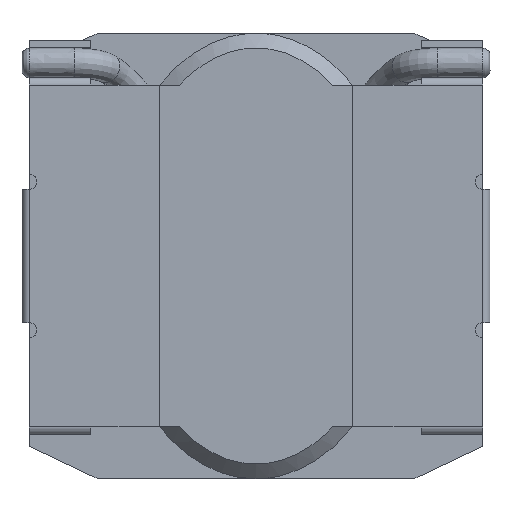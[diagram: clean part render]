
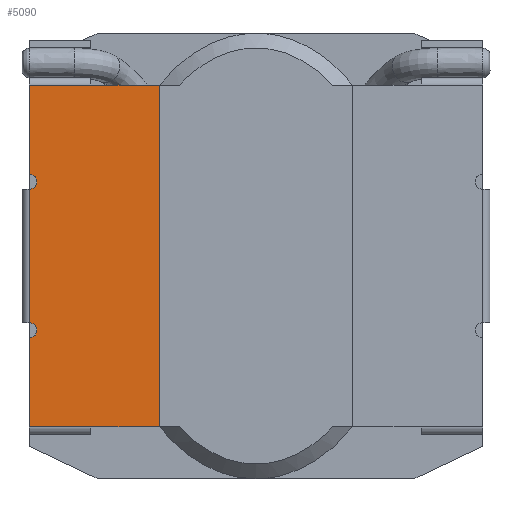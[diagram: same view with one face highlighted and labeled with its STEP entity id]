
A CAD part, front view. The second image highlights one B-rep face of the part: STEP entity #5090.
In plain terms, the highlighted planar face has unit normal (0, -1, 0).
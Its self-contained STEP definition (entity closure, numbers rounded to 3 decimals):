
#66 = EDGE_CURVE ( 'NONE', #2896, #5129, #4208, .T. ) ;
#134 = ORIENTED_EDGE ( 'NONE', *, *, #4480, .T. ) ;
#203 = CARTESIAN_POINT ( 'NONE',  ( -1.3, 0., -2.3 ) ) ;
#271 = CIRCLE ( 'NONE', #1363, 0.1 ) ;
#349 = AXIS2_PLACEMENT_3D ( 'NONE', #3697, #2784, #3273 ) ;
#402 = CARTESIAN_POINT ( 'NONE',  ( -1.3, 0., -2.4 ) ) ;
#486 = CARTESIAN_POINT ( 'NONE',  ( 0., 0., -2.3 ) ) ;
#516 = ORIENTED_EDGE ( 'NONE', *, *, #1187, .T. ) ;
#572 = ORIENTED_EDGE ( 'NONE', *, *, #66, .T. ) ;
#763 = CARTESIAN_POINT ( 'NONE',  ( -2.225, 0., -2.3 ) ) ;
#765 = PLANE ( 'NONE',  #3395 ) ;
#795 = ORIENTED_EDGE ( 'NONE', *, *, #3490, .T. ) ;
#848 = CARTESIAN_POINT ( 'NONE',  ( -3.05, 0., -2.3 ) ) ;
#855 = VERTEX_POINT ( 'NONE', #203 ) ;
#953 = ORIENTED_EDGE ( 'NONE', *, *, #1867, .T. ) ;
#976 = CARTESIAN_POINT ( 'NONE',  ( -3.05, 0., 0. ) ) ;
#1087 = VECTOR ( 'NONE', #3251, 1000. ) ;
#1152 = EDGE_LOOP ( 'NONE', ( #5040, #953, #1874, #134, #5289, #795, #5244, #3295, #516, #572 ) ) ;
#1180 = CARTESIAN_POINT ( 'NONE',  ( -3.05, 0., -1.1 ) ) ;
#1184 = DIRECTION ( 'NONE',  ( 0., 1., 0. ) ) ;
#1187 = EDGE_CURVE ( 'NONE', #3278, #2896, #3837, .T. ) ;
#1208 = LINE ( 'NONE', #763, #1349 ) ;
#1216 = CARTESIAN_POINT ( 'NONE',  ( -3.05, 0., -0.9 ) ) ;
#1349 = VECTOR ( 'NONE', #5397, 1000. ) ;
#1363 = AXIS2_PLACEMENT_3D ( 'NONE', #1686, #4165, #2669 ) ;
#1639 = VECTOR ( 'NONE', #5984, 1000. ) ;
#1686 = CARTESIAN_POINT ( 'NONE',  ( -3.05, 0., 1. ) ) ;
#1812 = VERTEX_POINT ( 'NONE', #5859 ) ;
#1867 = EDGE_CURVE ( 'NONE', #5004, #1812, #271, .T. ) ;
#1874 = ORIENTED_EDGE ( 'NONE', *, *, #3636, .T. ) ;
#1918 = EDGE_CURVE ( 'NONE', #5142, #855, #1208, .T. ) ;
#1927 = LINE ( 'NONE', #2300, #1639 ) ;
#1933 = VERTEX_POINT ( 'NONE', #1216 ) ;
#2044 = DIRECTION ( 'NONE',  ( 0., 0., -1. ) ) ;
#2065 = CIRCLE ( 'NONE', #349, 0.1 ) ;
#2113 = CARTESIAN_POINT ( 'NONE',  ( -3.05, 0., 2.3 ) ) ;
#2247 = DIRECTION ( 'NONE',  ( 0., 0., 1. ) ) ;
#2300 = CARTESIAN_POINT ( 'NONE',  ( -3.05, 0., -1.1 ) ) ;
#2393 = EDGE_CURVE ( 'NONE', #2418, #5785, #1927, .T. ) ;
#2418 = VERTEX_POINT ( 'NONE', #848 ) ;
#2537 = DIRECTION ( 'NONE',  ( 0., 0., 1. ) ) ;
#2669 = DIRECTION ( 'NONE',  ( 0., 0., 1. ) ) ;
#2784 = DIRECTION ( 'NONE',  ( 0., 1., 0. ) ) ;
#2896 = VERTEX_POINT ( 'NONE', #5337 ) ;
#3068 = FACE_OUTER_BOUND ( 'NONE', #1152, .T. ) ;
#3251 = DIRECTION ( 'NONE',  ( -1., 0., 0. ) ) ;
#3273 = DIRECTION ( 'NONE',  ( 0., 0., 1. ) ) ;
#3278 = VERTEX_POINT ( 'NONE', #5459 ) ;
#3295 = ORIENTED_EDGE ( 'NONE', *, *, #4516, .T. ) ;
#3395 = AXIS2_PLACEMENT_3D ( 'NONE', #3972, #1184, #5365 ) ;
#3490 = EDGE_CURVE ( 'NONE', #2418, #5142, #5320, .T. ) ;
#3526 = CARTESIAN_POINT ( 'NONE',  ( 0., 0., 2.3 ) ) ;
#3636 = EDGE_CURVE ( 'NONE', #1812, #1933, #5526, .T. ) ;
#3697 = CARTESIAN_POINT ( 'NONE',  ( -3.05, 0., -1. ) ) ;
#3743 = DIRECTION ( 'NONE',  ( 1., 0., 0. ) ) ;
#3837 = LINE ( 'NONE', #3526, #4828 ) ;
#3972 = CARTESIAN_POINT ( 'NONE',  ( 0., 0., 0. ) ) ;
#4095 = VECTOR ( 'NONE', #2537, 1000. ) ;
#4165 = DIRECTION ( 'NONE',  ( 0., 1., 0. ) ) ;
#4208 = LINE ( 'NONE', #5546, #1087 ) ;
#4378 = VECTOR ( 'NONE', #2247, 1000. ) ;
#4385 = VECTOR ( 'NONE', #3743, 1000. ) ;
#4418 = CARTESIAN_POINT ( 'NONE',  ( -3.05, 0., 1.1 ) ) ;
#4480 = EDGE_CURVE ( 'NONE', #1933, #5785, #2065, .T. ) ;
#4516 = EDGE_CURVE ( 'NONE', #855, #3278, #5951, .T. ) ;
#4647 = LINE ( 'NONE', #4418, #4095 ) ;
#4828 = VECTOR ( 'NONE', #5870, 1000. ) ;
#5004 = VERTEX_POINT ( 'NONE', #5235 ) ;
#5040 = ORIENTED_EDGE ( 'NONE', *, *, #5141, .F. ) ;
#5090 = ADVANCED_FACE ( 'NONE', ( #3068 ), #765, .F. ) ;
#5129 = VERTEX_POINT ( 'NONE', #2113 ) ;
#5141 = EDGE_CURVE ( 'NONE', #5004, #5129, #4647, .T. ) ;
#5142 = VERTEX_POINT ( 'NONE', #5760 ) ;
#5235 = CARTESIAN_POINT ( 'NONE',  ( -3.05, 0., 1.1 ) ) ;
#5244 = ORIENTED_EDGE ( 'NONE', *, *, #1918, .T. ) ;
#5252 = VECTOR ( 'NONE', #2044, 1000. ) ;
#5289 = ORIENTED_EDGE ( 'NONE', *, *, #2393, .F. ) ;
#5320 = LINE ( 'NONE', #486, #4385 ) ;
#5337 = CARTESIAN_POINT ( 'NONE',  ( -2.225, 0., 2.3 ) ) ;
#5365 = DIRECTION ( 'NONE',  ( 0., 0., 1. ) ) ;
#5397 = DIRECTION ( 'NONE',  ( 1., 0., 0. ) ) ;
#5459 = CARTESIAN_POINT ( 'NONE',  ( -1.3, 0., 2.3 ) ) ;
#5526 = LINE ( 'NONE', #976, #5252 ) ;
#5546 = CARTESIAN_POINT ( 'NONE',  ( 0., 0., 2.3 ) ) ;
#5760 = CARTESIAN_POINT ( 'NONE',  ( -2.225, 0., -2.3 ) ) ;
#5785 = VERTEX_POINT ( 'NONE', #1180 ) ;
#5859 = CARTESIAN_POINT ( 'NONE',  ( -3.05, 0., 0.9 ) ) ;
#5870 = DIRECTION ( 'NONE',  ( -1., 0., 0. ) ) ;
#5951 = LINE ( 'NONE', #402, #4378 ) ;
#5984 = DIRECTION ( 'NONE',  ( 0., 0., 1. ) ) ;
